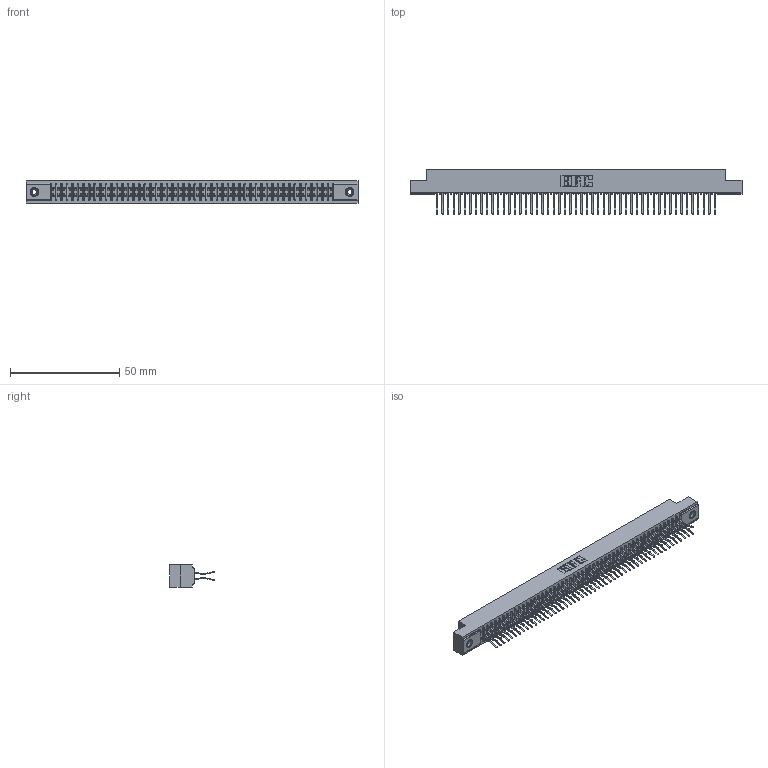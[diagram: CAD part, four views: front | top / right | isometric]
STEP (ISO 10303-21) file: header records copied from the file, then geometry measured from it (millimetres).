
FILE_DESCRIPTION (( 'STEP AP203' ), '1' );
FILE_NAME ('341-102-560-208.STEP', '2018-08-08T11:22:40', ( '' ), ( '' ), 'SwSTEP 2.0', 'SolidWorks 2016', '' );
FILE_SCHEMA (( 'CONFIG_CONTROL_DESIGN' ));
Length unit declared in the file: inch
Products named in the file (4): 341 Part_.156 (3.96) Dia Mounting Holes; 341-292-001_341-292-160; 345-250-001_345-250-003-102; 341-102-560-208
Assembly tree (105 placements, depth 2):
  341-102-560-208
    341 Part_.156 (3.96) Dia Mounting Holes
    341-292-001_341-292-160  x102
    345-250-001_345-250-003-102  x2
Bounding box: 151.76 x 20.37 x 10.16 mm (x, y, z)
Volume: 11309.8 mm3; surface area: 21134.1 mm2
Topology: 105 solids, 105 shells, 7316 faces, 21209 edges, 13754 vertices
Faces by surface type: plane 4180, cylinder 2916, sphere 104, torus 104, cone 12
Entity records: 61847 total; most frequent: CARTESIAN_POINT 10264, ORIENTED_EDGE 10194, DIRECTION 9969, EDGE_CURVE 5097, VECTOR 4119, LINE 4119, VERTEX_POINT 3220, AXIS2_PLACEMENT_3D 2925
